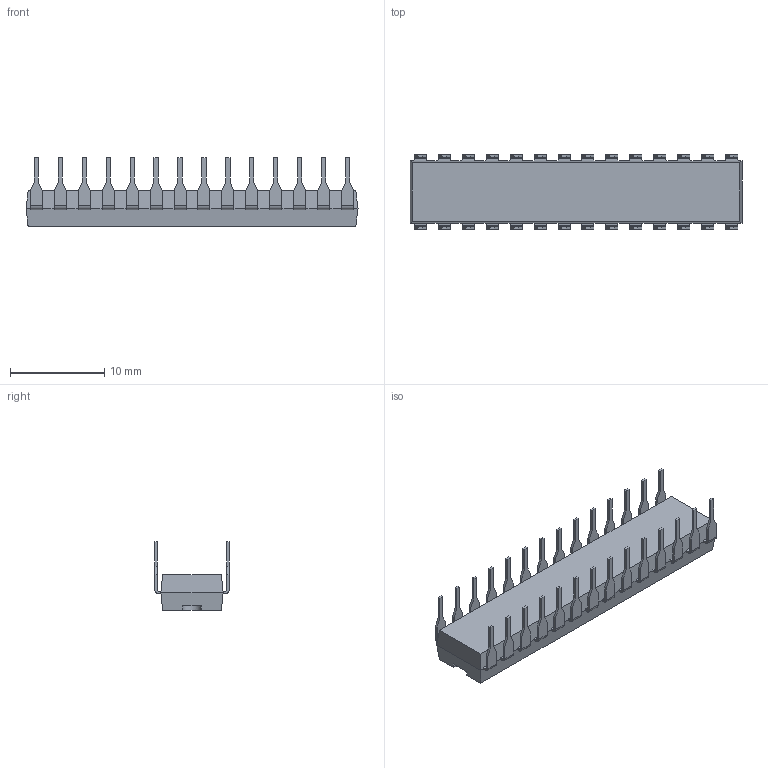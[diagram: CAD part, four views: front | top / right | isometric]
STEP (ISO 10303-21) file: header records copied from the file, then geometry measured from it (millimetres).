
FILE_DESCRIPTION (( 'STEP AP214' ), '1' );
FILE_NAME ('DIP28.STEP', '2015-11-21T17:02:19', ( '' ), ( '' ), 'SwSTEP 2.0', 'SolidWorks 2013', '' );
FILE_SCHEMA (( 'AUTOMOTIVE_DESIGN' ));
Length unit declared in the file: millimetre
Products named in the file (1): DIP28
Bounding box: 35.2 x 7.87 x 7.3 mm (x, y, z)
Volume: 883.7 mm3; surface area: 1096.2 mm2
Topology: 1 solids, 1 shells, 376 faces, 1118 edges, 744 vertices
Faces by surface type: plane 319, cylinder 57
Entity records: 16482 total; most frequent: CARTESIAN_POINT 2245, ORIENTED_EDGE 2236, DIRECTION 1984, EDGE_CURVE 1118, VECTOR 1002, LINE 1002, VERTEX_POINT 744, AXIS2_PLACEMENT_3D 491
